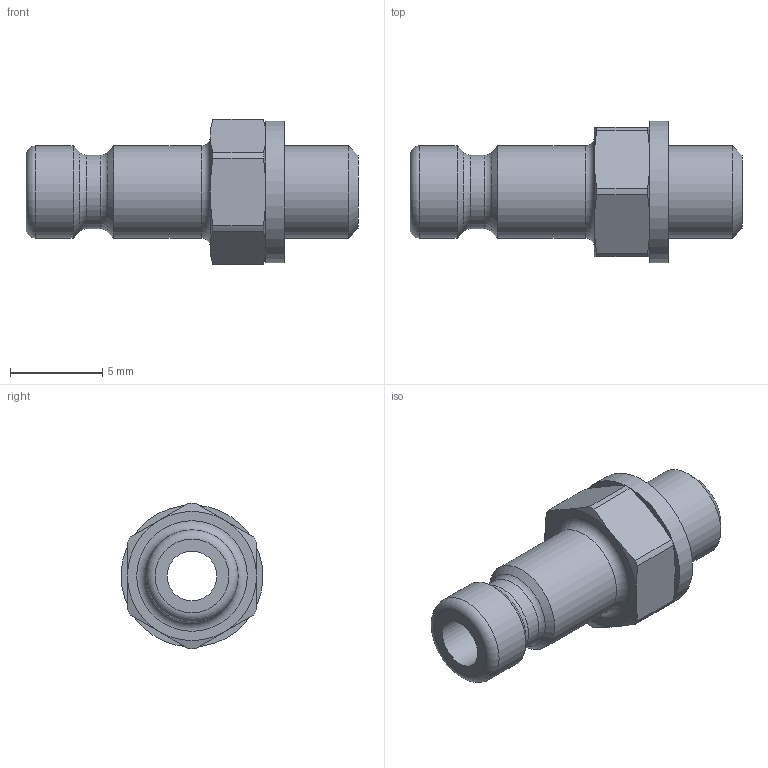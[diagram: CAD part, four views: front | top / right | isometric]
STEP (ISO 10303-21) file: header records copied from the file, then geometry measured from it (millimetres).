
FILE_DESCRIPTION((''),'2;1');
FILE_NAME('20sfam05mxx.stp','2012-12-03T11:12:38',('IA176480'),(''),'Autodesk Inventor 2011','Autodesk Inventor 2011','');
FILE_SCHEMA(('AUTOMOTIVE_DESIGN { 1 0 10303 214 1 1 1 1 }'));
Length unit declared in the file: millimetre
Products named in the file (3): D105194; D105193; D104287
Assembly tree (2 placements, depth 2):
  D105194
    D105193
    D104287
Bounding box: 18 x 7.7 x 7.9 mm (x, y, z)
Volume: 330.7 mm3; surface area: 612.7 mm2
Topology: 2 solids, 2 shells, 47 faces, 102 edges, 61 vertices
Faces by surface type: cone 15, cylinder 14, plane 14, torus 4
Full cylindrical faces by diameter (mm): 2.7 x1, 4 x1, 5 x3, 7.7 x1
Entity records: 1281 total; most frequent: CARTESIAN_POINT 250, DIRECTION 214, ORIENTED_EDGE 178, AXIS2_PLACEMENT_3D 97, EDGE_CURVE 89, EDGE_LOOP 66, VERTEX_POINT 61, FACE_OUTER_BOUND 47
